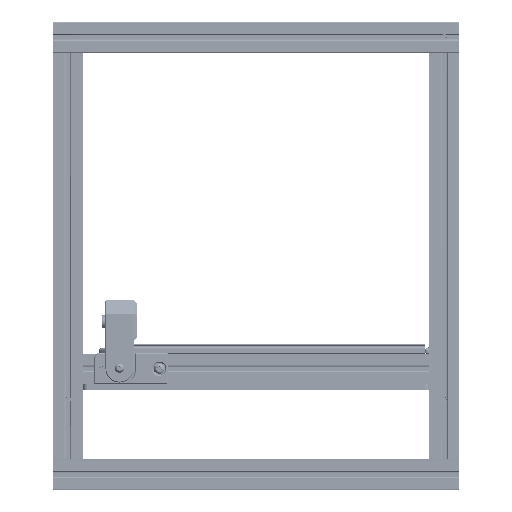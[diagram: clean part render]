
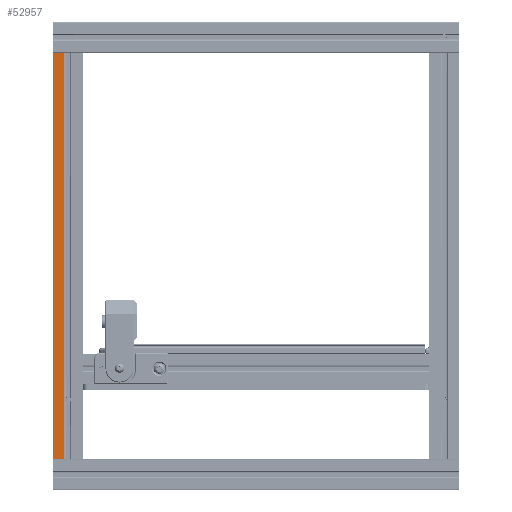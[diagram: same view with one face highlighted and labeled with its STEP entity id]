
A CAD part, left-side view. The second image highlights one B-rep face of the part: STEP entity #52957.
In plain terms, the highlighted planar face has unit normal (-1, 0, 0).
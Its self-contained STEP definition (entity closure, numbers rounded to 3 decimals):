
#4588=FACE_OUTER_BOUND('',#7570,.T.);
#7570=EDGE_LOOP('',(#41992,#41993,#41994,#41995));
#13680=LINE('',#89959,#18719);
#13743=LINE('',#90205,#18782);
#13802=LINE('',#90362,#18841);
#13803=LINE('',#90364,#18842);
#18719=VECTOR('',#66794,1000.);
#18782=VECTOR('',#66981,1000.);
#18841=VECTOR('',#67160,1000.);
#18842=VECTOR('',#67163,1000.);
#23733=VERTEX_POINT('',#89956);
#23734=VERTEX_POINT('',#89958);
#23854=VERTEX_POINT('',#90202);
#23855=VERTEX_POINT('',#90204);
#30153=EDGE_CURVE('',#23733,#23734,#13680,.T.);
#30277=EDGE_CURVE('',#23855,#23854,#13743,.T.);
#30356=EDGE_CURVE('',#23733,#23855,#13802,.T.);
#30357=EDGE_CURVE('',#23734,#23854,#13803,.T.);
#41992=ORIENTED_EDGE('',*,*,#30277,.T.);
#41993=ORIENTED_EDGE('',*,*,#30357,.F.);
#41994=ORIENTED_EDGE('',*,*,#30153,.F.);
#41995=ORIENTED_EDGE('',*,*,#30356,.T.);
#50903=PLANE('',#57121);
#52957=ADVANCED_FACE('',(#4588),#50903,.F.);
#57121=AXIS2_PLACEMENT_3D('',#90363,#67161,#67162);
#66794=DIRECTION('',(0.,-1.,0.));
#66981=DIRECTION('',(0.,-1.,0.));
#67160=DIRECTION('',(0.,0.,-1.));
#67161=DIRECTION('center_axis',(1.,0.,0.));
#67162=DIRECTION('ref_axis',(0.,1.,0.));
#67163=DIRECTION('',(0.,0.,-1.));
#89956=CARTESIAN_POINT('',(-7.5,7.25,100.));
#89958=CARTESIAN_POINT('',(-7.5,1.75,100.));
#89959=CARTESIAN_POINT('',(-7.5,1.75,100.));
#90202=CARTESIAN_POINT('',(-7.5,1.75,-100.));
#90204=CARTESIAN_POINT('',(-7.5,7.25,-100.));
#90205=CARTESIAN_POINT('',(-7.5,1.75,-100.));
#90362=CARTESIAN_POINT('',(-7.5,7.25,100.));
#90363=CARTESIAN_POINT('Origin',(-7.5,1.75,100.));
#90364=CARTESIAN_POINT('',(-7.5,1.75,100.));
